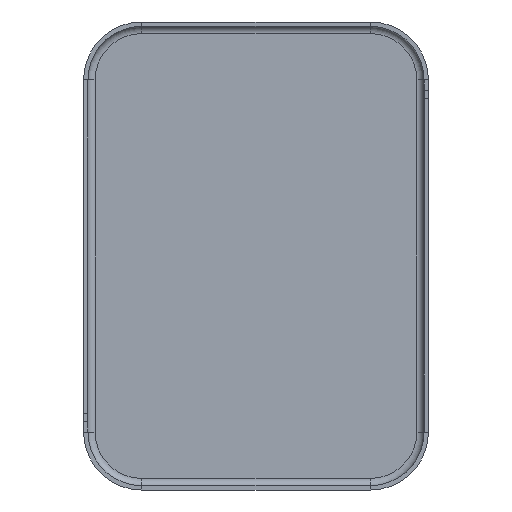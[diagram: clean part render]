
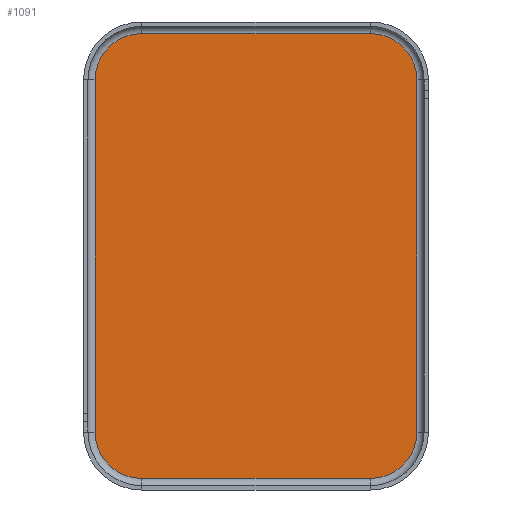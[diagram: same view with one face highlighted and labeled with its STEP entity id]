
A CAD part, front view. The second image highlights one B-rep face of the part: STEP entity #1091.
In plain terms, the highlighted planar face has unit normal (0, -1, 0).
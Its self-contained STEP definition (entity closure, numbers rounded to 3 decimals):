
#21 = DIRECTION ( 'NONE',  ( 0., 0., 1. ) ) ;
#31 = EDGE_CURVE ( 'NONE', #1294, #1379, #1048, .T. ) ;
#64 = VECTOR ( 'NONE', #897, 1000. ) ;
#86 = ORIENTED_EDGE ( 'NONE', *, *, #1157, .F. ) ;
#151 = VECTOR ( 'NONE', #1126, 1000. ) ;
#158 = CARTESIAN_POINT ( 'NONE',  ( 11.1, -0.3, -12.15 ) ) ;
#180 = AXIS2_PLACEMENT_3D ( 'NONE', #1362, #1136, #362 ) ;
#198 = FACE_OUTER_BOUND ( 'NONE', #372, .T. ) ;
#210 = CARTESIAN_POINT ( 'NONE',  ( 7.9, -0.3, -12.15 ) ) ;
#241 = VERTEX_POINT ( 'NONE', #828 ) ;
#252 = VECTOR ( 'NONE', #1242, 1000. ) ;
#294 = VECTOR ( 'NONE', #1229, 1000. ) ;
#362 = DIRECTION ( 'NONE',  ( 0., 0., 1. ) ) ;
#371 = AXIS2_PLACEMENT_3D ( 'NONE', #454, #1122, #21 ) ;
#372 = EDGE_LOOP ( 'NONE', ( #1123, #1010, #86, #1078, #502, #437, #960, #434 ) ) ;
#397 = AXIS2_PLACEMENT_3D ( 'NONE', #459, #555, #1227 ) ;
#410 = CARTESIAN_POINT ( 'NONE',  ( 7.9, -0.3, -15.35 ) ) ;
#415 = VERTEX_POINT ( 'NONE', #410 ) ;
#427 = CARTESIAN_POINT ( 'NONE',  ( -7.9, -0.3, 15.35 ) ) ;
#434 = ORIENTED_EDGE ( 'NONE', *, *, #31, .F. ) ;
#437 = ORIENTED_EDGE ( 'NONE', *, *, #1110, .F. ) ;
#454 = CARTESIAN_POINT ( 'NONE',  ( 7.9, -0.3, 12.15 ) ) ;
#459 = CARTESIAN_POINT ( 'NONE',  ( 7.9, -0.3, 12.15 ) ) ;
#460 = CARTESIAN_POINT ( 'NONE',  ( -7.9, -0.3, 15.35 ) ) ;
#463 = DIRECTION ( 'NONE',  ( 0., 0., 1. ) ) ;
#467 = CIRCLE ( 'NONE', #180, 3.2 ) ;
#474 = VERTEX_POINT ( 'NONE', #983 ) ;
#502 = ORIENTED_EDGE ( 'NONE', *, *, #654, .F. ) ;
#510 = VERTEX_POINT ( 'NONE', #1201 ) ;
#525 = EDGE_CURVE ( 'NONE', #1379, #415, #1133, .T. ) ;
#540 = DIRECTION ( 'NONE',  ( 0., 0., 1. ) ) ;
#548 = VERTEX_POINT ( 'NONE', #987 ) ;
#555 = DIRECTION ( 'NONE',  ( 0., -1., 0. ) ) ;
#592 = EDGE_CURVE ( 'NONE', #1019, #474, #836, .T. ) ;
#603 = AXIS2_PLACEMENT_3D ( 'NONE', #210, #1312, #540 ) ;
#652 = CARTESIAN_POINT ( 'NONE',  ( 11.1, -0.3, 12.15 ) ) ;
#654 = EDGE_CURVE ( 'NONE', #510, #241, #467, .T. ) ;
#672 = CARTESIAN_POINT ( 'NONE',  ( -11.1, -0.3, -12.15 ) ) ;
#678 = CARTESIAN_POINT ( 'NONE',  ( -7.9, -0.3, 12.15 ) ) ;
#761 = CIRCLE ( 'NONE', #1413, 3.2 ) ;
#828 = CARTESIAN_POINT ( 'NONE',  ( -11.1, -0.3, -12.15 ) ) ;
#836 = LINE ( 'NONE', #460, #294 ) ;
#891 = PLANE ( 'NONE',  #397 ) ;
#897 = DIRECTION ( 'NONE',  ( -1., 0., 0. ) ) ;
#960 = ORIENTED_EDGE ( 'NONE', *, *, #525, .F. ) ;
#983 = CARTESIAN_POINT ( 'NONE',  ( 7.9, -0.3, 15.35 ) ) ;
#987 = CARTESIAN_POINT ( 'NONE',  ( -11.1, -0.3, 12.15 ) ) ;
#989 = CIRCLE ( 'NONE', #371, 3.2 ) ;
#997 = DIRECTION ( 'NONE',  ( 0., 1., 0. ) ) ;
#1010 = ORIENTED_EDGE ( 'NONE', *, *, #592, .F. ) ;
#1019 = VERTEX_POINT ( 'NONE', #427 ) ;
#1048 = LINE ( 'NONE', #652, #151 ) ;
#1078 = ORIENTED_EDGE ( 'NONE', *, *, #1120, .F. ) ;
#1091 = ADVANCED_FACE ( 'NONE', ( #198 ), #891, .T. ) ;
#1093 = EDGE_CURVE ( 'NONE', #474, #1294, #989, .T. ) ;
#1110 = EDGE_CURVE ( 'NONE', #415, #510, #1150, .T. ) ;
#1120 = EDGE_CURVE ( 'NONE', #241, #548, #1215, .T. ) ;
#1122 = DIRECTION ( 'NONE',  ( 0., 1., 0. ) ) ;
#1123 = ORIENTED_EDGE ( 'NONE', *, *, #1093, .F. ) ;
#1126 = DIRECTION ( 'NONE',  ( 0., 0., -1. ) ) ;
#1133 = CIRCLE ( 'NONE', #603, 3.2 ) ;
#1136 = DIRECTION ( 'NONE',  ( 0., 1., 0. ) ) ;
#1150 = LINE ( 'NONE', #1232, #64 ) ;
#1157 = EDGE_CURVE ( 'NONE', #548, #1019, #761, .T. ) ;
#1161 = CARTESIAN_POINT ( 'NONE',  ( 11.1, -0.3, 12.15 ) ) ;
#1201 = CARTESIAN_POINT ( 'NONE',  ( -7.9, -0.3, -15.35 ) ) ;
#1215 = LINE ( 'NONE', #672, #252 ) ;
#1227 = DIRECTION ( 'NONE',  ( 0., 0., -1. ) ) ;
#1229 = DIRECTION ( 'NONE',  ( 1., 0., 0. ) ) ;
#1232 = CARTESIAN_POINT ( 'NONE',  ( 7.9, -0.3, -15.35 ) ) ;
#1242 = DIRECTION ( 'NONE',  ( 0., 0., 1. ) ) ;
#1294 = VERTEX_POINT ( 'NONE', #1161 ) ;
#1312 = DIRECTION ( 'NONE',  ( 0., 1., 0. ) ) ;
#1362 = CARTESIAN_POINT ( 'NONE',  ( -7.9, -0.3, -12.15 ) ) ;
#1379 = VERTEX_POINT ( 'NONE', #158 ) ;
#1413 = AXIS2_PLACEMENT_3D ( 'NONE', #678, #997, #463 ) ;
